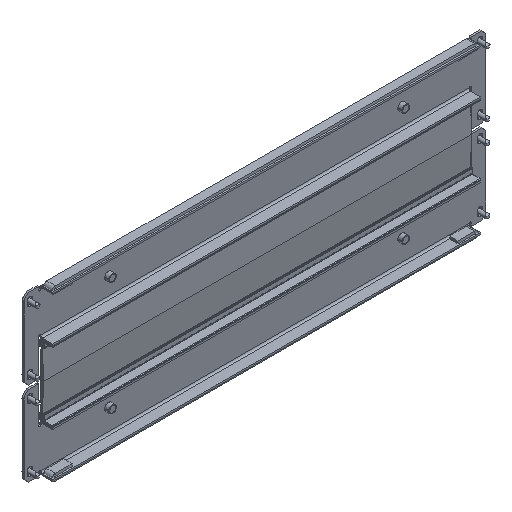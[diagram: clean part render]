
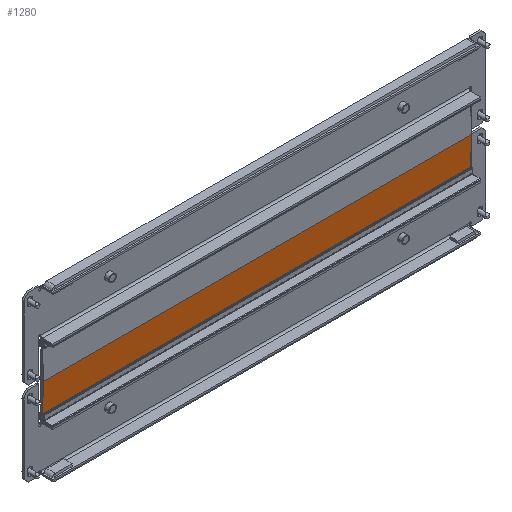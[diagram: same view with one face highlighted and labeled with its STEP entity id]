
A CAD part, isometric view. The second image highlights one B-rep face of the part: STEP entity #1280.
In plain terms, the highlighted face is planar.
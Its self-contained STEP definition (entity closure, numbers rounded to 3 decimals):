
#359 = DIRECTION ( 'NONE',  ( 0., 0., 1. ) ) ;
#389 = DIRECTION ( 'NONE',  ( -0.032, 0.999, 0. ) ) ;
#435 = LINE ( 'NONE', #4495, #516 ) ;
#516 = VECTOR ( 'NONE', #4037, 1000. ) ;
#543 = AXIS2_PLACEMENT_3D ( 'NONE', #3052, #389, #5159 ) ;
#833 = CARTESIAN_POINT ( 'NONE',  ( 37.5, 2., -508. ) ) ;
#935 = DIRECTION ( 'NONE',  ( 0., 0., 1. ) ) ;
#1032 = EDGE_CURVE ( 'NONE', #3767, #5666, #5633, .T. ) ;
#1280 = ADVANCED_FACE ( 'NONE', ( #6838 ), #5708, .T. ) ;
#1494 = LINE ( 'NONE', #833, #2737 ) ;
#1531 = CARTESIAN_POINT ( 'NONE',  ( 3.5, 0.9, -508. ) ) ;
#2215 = ORIENTED_EDGE ( 'NONE', *, *, #2271, .T. ) ;
#2271 = EDGE_CURVE ( 'NONE', #5178, #3608, #435, .T. ) ;
#2583 = ORIENTED_EDGE ( 'NONE', *, *, #1032, .F. ) ;
#2737 = VECTOR ( 'NONE', #359, 1000. ) ;
#2987 = EDGE_LOOP ( 'NONE', ( #2583, #4768, #2215, #6800 ) ) ;
#3052 = CARTESIAN_POINT ( 'NONE',  ( 37.5, 2., -508. ) ) ;
#3303 = DIRECTION ( 'NONE',  ( -0.999, -0.032, 0. ) ) ;
#3565 = LINE ( 'NONE', #1531, #6026 ) ;
#3608 = VERTEX_POINT ( 'NONE', #5013 ) ;
#3767 = VERTEX_POINT ( 'NONE', #4698 ) ;
#3865 = CARTESIAN_POINT ( 'NONE',  ( 37.5, 2., 0. ) ) ;
#4037 = DIRECTION ( 'NONE',  ( -0.999, -0.032, 0. ) ) ;
#4135 = VECTOR ( 'NONE', #3303, 1000. ) ;
#4260 = CARTESIAN_POINT ( 'NONE',  ( 37.5, 2., -508. ) ) ;
#4495 = CARTESIAN_POINT ( 'NONE',  ( 37.5, 2., -508. ) ) ;
#4698 = CARTESIAN_POINT ( 'NONE',  ( 37.5, 2., 0. ) ) ;
#4768 = ORIENTED_EDGE ( 'NONE', *, *, #6921, .F. ) ;
#4879 = CARTESIAN_POINT ( 'NONE',  ( 3.5, 0.9, 0. ) ) ;
#5013 = CARTESIAN_POINT ( 'NONE',  ( 3.5, 0.9, -508. ) ) ;
#5159 = DIRECTION ( 'NONE',  ( -0.999, -0.032, 0. ) ) ;
#5178 = VERTEX_POINT ( 'NONE', #4260 ) ;
#5633 = LINE ( 'NONE', #3865, #4135 ) ;
#5666 = VERTEX_POINT ( 'NONE', #4879 ) ;
#5708 = PLANE ( 'NONE',  #543 ) ;
#6026 = VECTOR ( 'NONE', #935, 1000. ) ;
#6030 = EDGE_CURVE ( 'NONE', #3608, #5666, #3565, .T. ) ;
#6800 = ORIENTED_EDGE ( 'NONE', *, *, #6030, .T. ) ;
#6838 = FACE_OUTER_BOUND ( 'NONE', #2987, .T. ) ;
#6921 = EDGE_CURVE ( 'NONE', #5178, #3767, #1494, .T. ) ;
